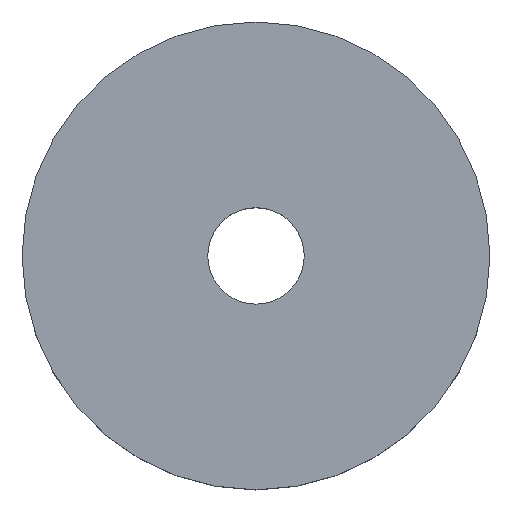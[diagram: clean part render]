
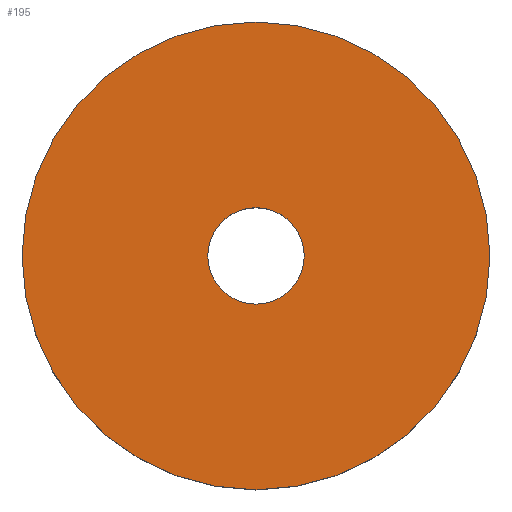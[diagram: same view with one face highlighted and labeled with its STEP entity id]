
A CAD part, top view. The second image highlights one B-rep face of the part: STEP entity #195.
In plain terms, the highlighted planar face has unit normal (0, 0, 1).
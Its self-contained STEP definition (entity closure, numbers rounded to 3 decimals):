
#3 = FACE_BOUND ( 'NONE', #147, .T. ) ;
#6 = DIRECTION ( 'NONE',  ( 0., 0., 1. ) ) ;
#8 = VERTEX_POINT ( 'NONE', #205 ) ;
#13 = CARTESIAN_POINT ( 'NONE',  ( -1., 0., 2. ) ) ;
#25 = EDGE_LOOP ( 'NONE', ( #187, #159 ) ) ;
#29 = AXIS2_PLACEMENT_3D ( 'NONE', #193, #208, #152 ) ;
#34 = DIRECTION ( 'NONE',  ( 0., 0., 1. ) ) ;
#41 = VERTEX_POINT ( 'NONE', #60 ) ;
#49 = DIRECTION ( 'NONE',  ( 1., 0., 0. ) ) ;
#51 = DIRECTION ( 'NONE',  ( 1., 0., 0. ) ) ;
#60 = CARTESIAN_POINT ( 'NONE',  ( 4.85, 0., 2. ) ) ;
#72 = AXIS2_PLACEMENT_3D ( 'NONE', #191, #189, #49 ) ;
#79 = CARTESIAN_POINT ( 'NONE',  ( 0., 0., 2. ) ) ;
#84 = CARTESIAN_POINT ( 'NONE',  ( 0., 0., 2. ) ) ;
#89 = AXIS2_PLACEMENT_3D ( 'NONE', #135, #34, #51 ) ;
#90 = FACE_OUTER_BOUND ( 'NONE', #25, .T. ) ;
#93 = AXIS2_PLACEMENT_3D ( 'NONE', #84, #175, #158 ) ;
#96 = VERTEX_POINT ( 'NONE', #13 ) ;
#99 = VERTEX_POINT ( 'NONE', #133 ) ;
#101 = PLANE ( 'NONE',  #72 ) ;
#103 = ORIENTED_EDGE ( 'NONE', *, *, #190, .F. ) ;
#108 = CIRCLE ( 'NONE', #89, 1. ) ;
#133 = CARTESIAN_POINT ( 'NONE',  ( -4.85, 0., 2. ) ) ;
#134 = EDGE_CURVE ( 'NONE', #99, #41, #150, .T. ) ;
#135 = CARTESIAN_POINT ( 'NONE',  ( 0., 0., 2. ) ) ;
#136 = CIRCLE ( 'NONE', #29, 1. ) ;
#143 = AXIS2_PLACEMENT_3D ( 'NONE', #79, #6, #188 ) ;
#146 = EDGE_CURVE ( 'NONE', #8, #96, #108, .T. ) ;
#147 = EDGE_LOOP ( 'NONE', ( #103, #164 ) ) ;
#150 = CIRCLE ( 'NONE', #143, 4.85 ) ;
#152 = DIRECTION ( 'NONE',  ( 1., 0., 0. ) ) ;
#158 = DIRECTION ( 'NONE',  ( 1., 0., 0. ) ) ;
#159 = ORIENTED_EDGE ( 'NONE', *, *, #202, .T. ) ;
#164 = ORIENTED_EDGE ( 'NONE', *, *, #146, .F. ) ;
#175 = DIRECTION ( 'NONE',  ( 0., 0., 1. ) ) ;
#187 = ORIENTED_EDGE ( 'NONE', *, *, #134, .T. ) ;
#188 = DIRECTION ( 'NONE',  ( 1., 0., 0. ) ) ;
#189 = DIRECTION ( 'NONE',  ( 0., 0., 1. ) ) ;
#190 = EDGE_CURVE ( 'NONE', #96, #8, #136, .T. ) ;
#191 = CARTESIAN_POINT ( 'NONE',  ( 0., 0., 2. ) ) ;
#192 = CIRCLE ( 'NONE', #93, 4.85 ) ;
#193 = CARTESIAN_POINT ( 'NONE',  ( 0., 0., 2. ) ) ;
#195 = ADVANCED_FACE ( 'NONE', ( #90, #3 ), #101, .T. ) ;
#202 = EDGE_CURVE ( 'NONE', #41, #99, #192, .T. ) ;
#205 = CARTESIAN_POINT ( 'NONE',  ( 1., 0., 2. ) ) ;
#208 = DIRECTION ( 'NONE',  ( 0., 0., 1. ) ) ;
